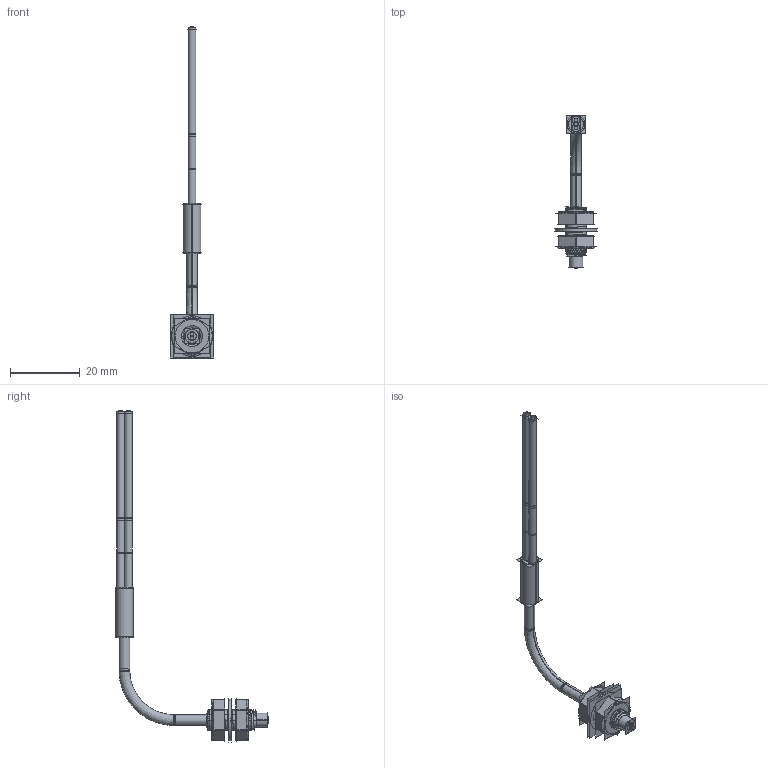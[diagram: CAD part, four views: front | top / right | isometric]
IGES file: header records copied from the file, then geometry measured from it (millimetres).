
Start section:  PTC IGES file: 191555.igs
Global section: file name: 191555.igs; native system: Creo Parametric by Parametric Technology Corporation; preprocessor: 2013230; author: pdmadmin; organization: Unknown; date: 20160216.150346; units: millimetre
Bounding box: 12.54 x 44 x 95.12 mm (x, y, z)
Volume: 1386 mm3; surface area: 23653.6 mm2
Topology: 13 solids, 13 shells, 578 faces, 2950 edges, 3799 vertices
Faces by surface type: revolution 430, bspline 148
